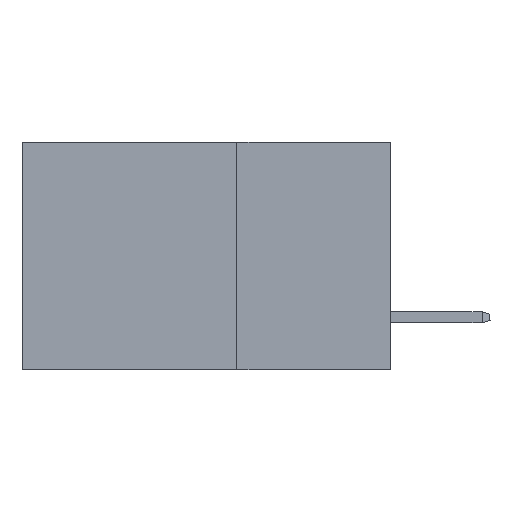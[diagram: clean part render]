
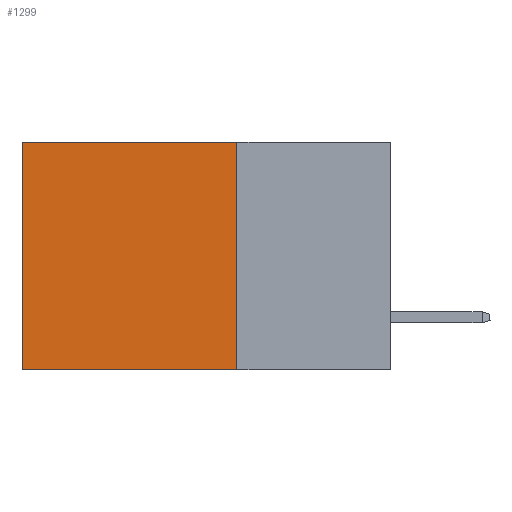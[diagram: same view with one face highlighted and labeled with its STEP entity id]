
A CAD part, left-side view. The second image highlights one B-rep face of the part: STEP entity #1299.
In plain terms, the highlighted planar face has unit normal (-1, 0, 0).
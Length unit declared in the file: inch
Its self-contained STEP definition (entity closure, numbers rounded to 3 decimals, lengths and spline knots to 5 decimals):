
#734 = DIRECTION ( 'NONE',  ( 0., 0., -1. ) ) ;
#765 = VECTOR ( 'NONE', #734, 39.37008 ) ;
#901 = DIRECTION ( 'NONE',  ( 0., 1., 0. ) ) ;
#968 = CARTESIAN_POINT ( 'NONE',  ( 0.2875, 0.25, -0.37 ) ) ;
#1299 = ADVANCED_FACE ( 'NONE', ( #4628 ), #9460, .F. ) ;
#2530 = AXIS2_PLACEMENT_3D ( 'NONE', #18952, #20576, #11061 ) ;
#3196 = LINE ( 'NONE', #7296, #14881 ) ;
#3592 = ORIENTED_EDGE ( 'NONE', *, *, #17341, .F. ) ;
#4628 = FACE_OUTER_BOUND ( 'NONE', #5059, .T. ) ;
#5058 = LINE ( 'NONE', #10754, #14741 ) ;
#5059 = EDGE_LOOP ( 'NONE', ( #15840, #3592, #12319, #6523 ) ) ;
#6227 = LINE ( 'NONE', #14844, #765 ) ;
#6523 = ORIENTED_EDGE ( 'NONE', *, *, #13524, .T. ) ;
#7296 = CARTESIAN_POINT ( 'NONE',  ( 0.2875, 0.25, 0. ) ) ;
#8946 = LINE ( 'NONE', #968, #20137 ) ;
#9366 = CARTESIAN_POINT ( 'NONE',  ( 0.2875, 0.25, -0.37 ) ) ;
#9460 = PLANE ( 'NONE',  #2530 ) ;
#10477 = DIRECTION ( 'NONE',  ( 0., 0., -1. ) ) ;
#10754 = CARTESIAN_POINT ( 'NONE',  ( 0.2875, 0.25, 0. ) ) ;
#11061 = DIRECTION ( 'NONE',  ( 0., 0., -1. ) ) ;
#12319 = ORIENTED_EDGE ( 'NONE', *, *, #18748, .F. ) ;
#13524 = EDGE_CURVE ( 'NONE', #14116, #14224, #5058, .T. ) ;
#14116 = VERTEX_POINT ( 'NONE', #18871 ) ;
#14224 = VERTEX_POINT ( 'NONE', #15646 ) ;
#14741 = VECTOR ( 'NONE', #18780, 39.37008 ) ;
#14844 = CARTESIAN_POINT ( 'NONE',  ( 0.2875, 0.6, 0. ) ) ;
#14881 = VECTOR ( 'NONE', #10477, 39.37008 ) ;
#15013 = VERTEX_POINT ( 'NONE', #9366 ) ;
#15207 = CARTESIAN_POINT ( 'NONE',  ( 0.2875, 0.6, -0.37 ) ) ;
#15646 = CARTESIAN_POINT ( 'NONE',  ( 0.2875, 0.6, 0. ) ) ;
#15840 = ORIENTED_EDGE ( 'NONE', *, *, #17891, .T. ) ;
#17341 = EDGE_CURVE ( 'NONE', #15013, #17398, #8946, .T. ) ;
#17398 = VERTEX_POINT ( 'NONE', #15207 ) ;
#17891 = EDGE_CURVE ( 'NONE', #14224, #17398, #6227, .T. ) ;
#18748 = EDGE_CURVE ( 'NONE', #14116, #15013, #3196, .T. ) ;
#18780 = DIRECTION ( 'NONE',  ( 0., 1., 0. ) ) ;
#18871 = CARTESIAN_POINT ( 'NONE',  ( 0.2875, 0.25, 0. ) ) ;
#18952 = CARTESIAN_POINT ( 'NONE',  ( 0.2875, 0.25, 0. ) ) ;
#20137 = VECTOR ( 'NONE', #901, 39.37008 ) ;
#20576 = DIRECTION ( 'NONE',  ( 1., 0., 0. ) ) ;
